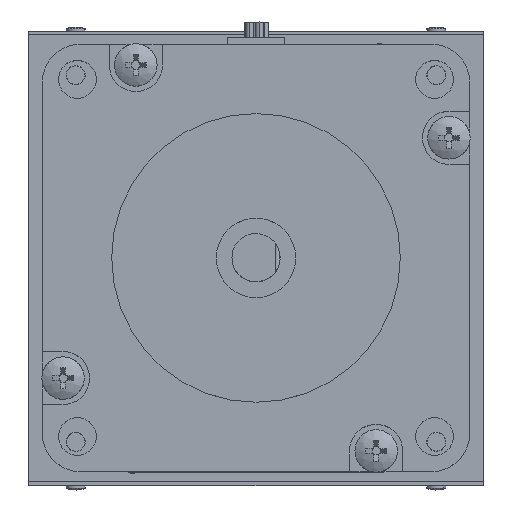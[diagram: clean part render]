
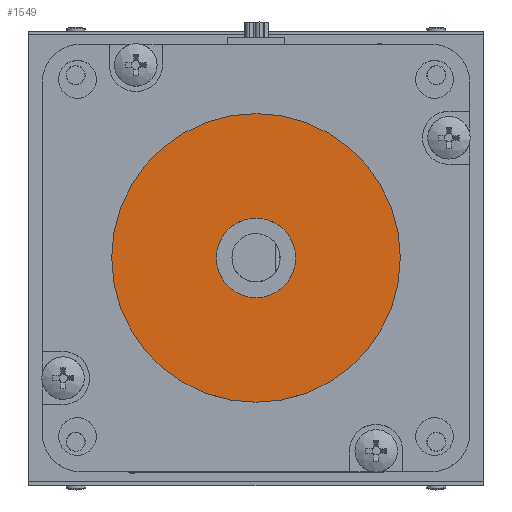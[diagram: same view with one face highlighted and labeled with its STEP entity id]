
A CAD part, top view. The second image highlights one B-rep face of the part: STEP entity #1549.
In plain terms, the highlighted planar face has unit normal (0, 0, 1).
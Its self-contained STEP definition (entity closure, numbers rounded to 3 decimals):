
#1383 = VERTEX_POINT ( 'NONE', #3472 ) ;
#1549 = ADVANCED_FACE ( 'NONE', ( #64175, #38015 ), #18570, .T. ) ;
#2043 = DIRECTION ( 'NONE',  ( 0., 0., -1. ) ) ;
#2320 = CARTESIAN_POINT ( 'NONE',  ( 19.05, 0., 42.6 ) ) ;
#2899 = AXIS2_PLACEMENT_3D ( 'NONE', #60329, #29031, #65547 ) ;
#3472 = CARTESIAN_POINT ( 'NONE',  ( -5.25, 0., 42.6 ) ) ;
#4725 = AXIS2_PLACEMENT_3D ( 'NONE', #33340, #2043, #38593 ) ;
#5179 = EDGE_CURVE ( 'NONE', #31656, #19889, #30021, .T. ) ;
#6658 = AXIS2_PLACEMENT_3D ( 'NONE', #60436, #29134, #65662 ) ;
#8265 = EDGE_CURVE ( 'NONE', #55346, #1383, #26120, .T. ) ;
#13800 = DIRECTION ( 'NONE',  ( 0., 0., -1. ) ) ;
#14139 = ORIENTED_EDGE ( 'NONE', *, *, #26596, .F. ) ;
#18570 = PLANE ( 'NONE',  #58064 ) ;
#19889 = VERTEX_POINT ( 'NONE', #22250 ) ;
#22250 = CARTESIAN_POINT ( 'NONE',  ( -19.05, 0., 42.6 ) ) ;
#26120 = CIRCLE ( 'NONE', #4725, 5.25 ) ;
#26596 = EDGE_CURVE ( 'NONE', #19889, #31656, #54158, .T. ) ;
#29031 = DIRECTION ( 'NONE',  ( 0., 0., -1. ) ) ;
#29134 = DIRECTION ( 'NONE',  ( 0., 0., -1. ) ) ;
#29243 = DIRECTION ( 'NONE',  ( 0., 0., 1. ) ) ;
#30021 = CIRCLE ( 'NONE', #2899, 19.05 ) ;
#31656 = VERTEX_POINT ( 'NONE', #2320 ) ;
#31866 = EDGE_LOOP ( 'NONE', ( #52204, #36685 ) ) ;
#32988 = EDGE_LOOP ( 'NONE', ( #37676, #14139 ) ) ;
#33340 = CARTESIAN_POINT ( 'NONE',  ( 0., 0., 42.6 ) ) ;
#36685 = ORIENTED_EDGE ( 'NONE', *, *, #8265, .T. ) ;
#37676 = ORIENTED_EDGE ( 'NONE', *, *, #5179, .F. ) ;
#38015 = FACE_BOUND ( 'NONE', #31866, .T. ) ;
#38066 = EDGE_CURVE ( 'NONE', #1383, #55346, #58009, .T. ) ;
#38593 = DIRECTION ( 'NONE',  ( -1., 0., 0. ) ) ;
#45021 = CARTESIAN_POINT ( 'NONE',  ( 0., 0., 42.6 ) ) ;
#50273 = DIRECTION ( 'NONE',  ( -1., 0., 0. ) ) ;
#50760 = CARTESIAN_POINT ( 'NONE',  ( 5.25, 0., 42.6 ) ) ;
#52204 = ORIENTED_EDGE ( 'NONE', *, *, #38066, .T. ) ;
#53635 = AXIS2_PLACEMENT_3D ( 'NONE', #45021, #13800, #50273 ) ;
#54158 = CIRCLE ( 'NONE', #6658, 19.05 ) ;
#55346 = VERTEX_POINT ( 'NONE', #50760 ) ;
#58009 = CIRCLE ( 'NONE', #53635, 5.25 ) ;
#58064 = AXIS2_PLACEMENT_3D ( 'NONE', #60557, #29243, #65780 ) ;
#60329 = CARTESIAN_POINT ( 'NONE',  ( 0., 0., 42.6 ) ) ;
#60436 = CARTESIAN_POINT ( 'NONE',  ( 0., 0., 42.6 ) ) ;
#60557 = CARTESIAN_POINT ( 'NONE',  ( 0., 0., 42.6 ) ) ;
#64175 = FACE_OUTER_BOUND ( 'NONE', #32988, .T. ) ;
#65547 = DIRECTION ( 'NONE',  ( 1., 0., 0. ) ) ;
#65662 = DIRECTION ( 'NONE',  ( 1., 0., 0. ) ) ;
#65780 = DIRECTION ( 'NONE',  ( 1., 0., 0. ) ) ;
